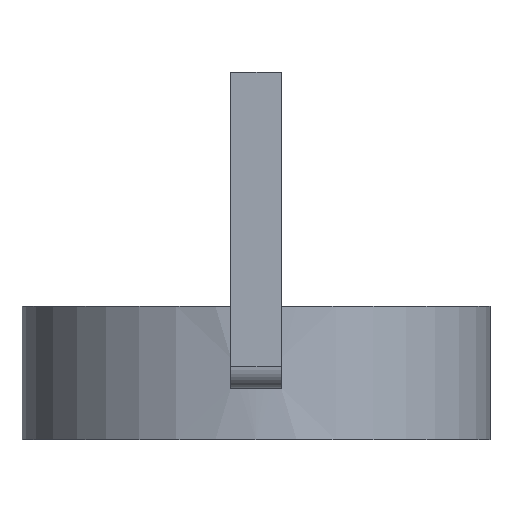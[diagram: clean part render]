
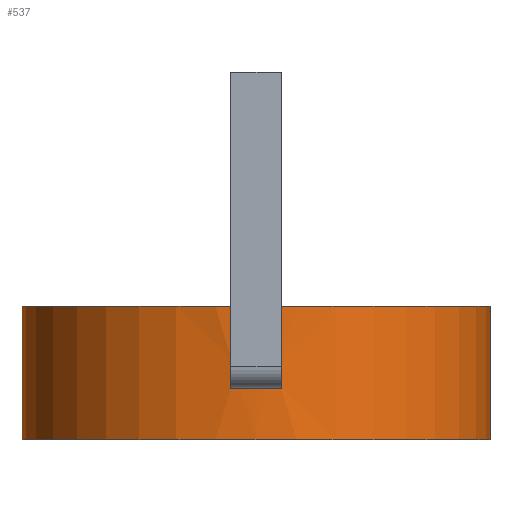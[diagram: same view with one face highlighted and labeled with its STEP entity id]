
A CAD part, left-side view. The second image highlights one B-rep face of the part: STEP entity #537.
In plain terms, the highlighted cylindrical face has radius 7 mm (diameter 14 mm), a full revolution.
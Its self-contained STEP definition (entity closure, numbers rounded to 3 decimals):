
#25=FACE_BOUND('',#74,.T.);
#27=CYLINDRICAL_SURFACE('',#604,7.);
#43=FACE_OUTER_BOUND('',#73,.T.);
#73=EDGE_LOOP('',(#423,#424,#425,#426,#427,#428,#429,#430,#431,#432,#433,
#434));
#74=EDGE_LOOP('',(#435,#436,#437,#438));
#102=LINE('',#822,#159);
#113=LINE('',#856,#170);
#126=LINE('',#886,#183);
#131=LINE('',#899,#188);
#132=LINE('',#900,#189);
#133=LINE('',#902,#190);
#159=VECTOR('',#659,10.);
#170=VECTOR('',#692,10.);
#183=VECTOR('',#717,10.);
#188=VECTOR('',#728,7.);
#189=VECTOR('',#729,7.);
#190=VECTOR('',#730,10.);
#206=CIRCLE('',#581,7.);
#207=CIRCLE('',#582,7.);
#210=CIRCLE('',#588,7.);
#211=CIRCLE('',#589,7.);
#215=CIRCLE('',#595,7.);
#217=CIRCLE('',#600,7.);
#219=CIRCLE('',#605,7.);
#220=CIRCLE('',#606,7.);
#231=VERTEX_POINT('',#801);
#232=VERTEX_POINT('',#802);
#233=VERTEX_POINT('',#804);
#240=VERTEX_POINT('',#821);
#245=VERTEX_POINT('',#833);
#246=VERTEX_POINT('',#835);
#252=VERTEX_POINT('',#853);
#257=VERTEX_POINT('',#869);
#258=VERTEX_POINT('',#870);
#263=VERTEX_POINT('',#885);
#268=VERTEX_POINT('',#897);
#269=VERTEX_POINT('',#901);
#282=EDGE_CURVE('',#231,#232,#206,.T.);
#283=EDGE_CURVE('',#232,#233,#207,.T.);
#291=EDGE_CURVE('',#233,#240,#102,.T.);
#297=EDGE_CURVE('',#240,#245,#210,.T.);
#298=EDGE_CURVE('',#245,#246,#211,.T.);
#308=EDGE_CURVE('',#252,#252,#215,.T.);
#309=EDGE_CURVE('',#246,#231,#113,.T.);
#316=EDGE_CURVE('',#257,#258,#217,.T.);
#324=EDGE_CURVE('',#258,#263,#126,.T.);
#330=EDGE_CURVE('',#268,#268,#219,.T.);
#331=EDGE_CURVE('',#268,#245,#131,.T.);
#332=EDGE_CURVE('',#232,#252,#132,.T.);
#333=EDGE_CURVE('',#269,#257,#133,.T.);
#334=EDGE_CURVE('',#263,#269,#220,.T.);
#423=ORIENTED_EDGE('',*,*,#330,.F.);
#424=ORIENTED_EDGE('',*,*,#331,.T.);
#425=ORIENTED_EDGE('',*,*,#297,.F.);
#426=ORIENTED_EDGE('',*,*,#291,.F.);
#427=ORIENTED_EDGE('',*,*,#283,.F.);
#428=ORIENTED_EDGE('',*,*,#332,.T.);
#429=ORIENTED_EDGE('',*,*,#308,.T.);
#430=ORIENTED_EDGE('',*,*,#332,.F.);
#431=ORIENTED_EDGE('',*,*,#282,.F.);
#432=ORIENTED_EDGE('',*,*,#309,.F.);
#433=ORIENTED_EDGE('',*,*,#298,.F.);
#434=ORIENTED_EDGE('',*,*,#331,.F.);
#435=ORIENTED_EDGE('',*,*,#316,.F.);
#436=ORIENTED_EDGE('',*,*,#333,.F.);
#437=ORIENTED_EDGE('',*,*,#334,.F.);
#438=ORIENTED_EDGE('',*,*,#324,.F.);
#537=ADVANCED_FACE('',(#43,#25),#27,.T.);
#581=AXIS2_PLACEMENT_3D('',#803,#643,#644);
#582=AXIS2_PLACEMENT_3D('',#805,#645,#646);
#588=AXIS2_PLACEMENT_3D('',#834,#668,#669);
#589=AXIS2_PLACEMENT_3D('',#836,#670,#671);
#595=AXIS2_PLACEMENT_3D('',#854,#688,#689);
#600=AXIS2_PLACEMENT_3D('',#871,#704,#705);
#604=AXIS2_PLACEMENT_3D('',#896,#724,#725);
#605=AXIS2_PLACEMENT_3D('',#898,#726,#727);
#606=AXIS2_PLACEMENT_3D('',#903,#731,#732);
#643=DIRECTION('center_axis',(0.,0.,1.));
#644=DIRECTION('ref_axis',(1.,0.,0.));
#645=DIRECTION('center_axis',(0.,0.,1.));
#646=DIRECTION('ref_axis',(1.,0.,0.));
#659=DIRECTION('',(0.,0.,1.));
#668=DIRECTION('center_axis',(0.,0.,-1.));
#669=DIRECTION('ref_axis',(1.,0.,0.));
#670=DIRECTION('center_axis',(0.,0.,-1.));
#671=DIRECTION('ref_axis',(1.,0.,0.));
#688=DIRECTION('center_axis',(0.,0.,1.));
#689=DIRECTION('ref_axis',(1.,0.,0.));
#692=DIRECTION('',(0.,0.,-1.));
#704=DIRECTION('center_axis',(0.,0.,1.));
#705=DIRECTION('ref_axis',(1.,0.,0.));
#717=DIRECTION('',(0.,0.,1.));
#724=DIRECTION('center_axis',(0.,0.,1.));
#725=DIRECTION('ref_axis',(1.,0.,0.));
#726=DIRECTION('center_axis',(0.,0.,1.));
#727=DIRECTION('ref_axis',(1.,0.,0.));
#728=DIRECTION('',(0.,0.,-1.));
#729=DIRECTION('',(0.,0.,-1.));
#730=DIRECTION('',(0.,0.,-1.));
#731=DIRECTION('center_axis',(0.,0.,-1.));
#732=DIRECTION('ref_axis',(1.,0.,0.));
#801=CARTESIAN_POINT('',(0.04,0.75,-0.45));
#802=CARTESIAN_POINT('',(0.,0.,-0.45));
#803=CARTESIAN_POINT('Origin',(7.,0.,-0.45));
#804=CARTESIAN_POINT('',(0.04,-0.75,-0.45));
#805=CARTESIAN_POINT('Origin',(7.,0.,-0.45));
#821=CARTESIAN_POINT('',(0.04,-0.75,0.45));
#822=CARTESIAN_POINT('',(0.04,-0.75,0.));
#833=CARTESIAN_POINT('',(0.,0.,0.45));
#834=CARTESIAN_POINT('Origin',(7.,0.,0.45));
#835=CARTESIAN_POINT('',(0.04,0.75,0.45));
#836=CARTESIAN_POINT('Origin',(7.,0.,0.45));
#853=CARTESIAN_POINT('',(0.,0.,-2.));
#854=CARTESIAN_POINT('Origin',(7.,0.,-2.));
#856=CARTESIAN_POINT('',(0.04,0.75,0.));
#869=CARTESIAN_POINT('',(13.96,-0.75,-0.45));
#870=CARTESIAN_POINT('',(13.96,0.75,-0.45));
#871=CARTESIAN_POINT('Origin',(7.,0.,-0.45));
#885=CARTESIAN_POINT('',(13.96,0.75,0.45));
#886=CARTESIAN_POINT('',(13.96,0.75,0.));
#896=CARTESIAN_POINT('Origin',(7.,0.,0.));
#897=CARTESIAN_POINT('',(0.,0.,2.));
#898=CARTESIAN_POINT('Origin',(7.,0.,2.));
#899=CARTESIAN_POINT('',(0.,0.,0.));
#900=CARTESIAN_POINT('',(0.,0.,0.));
#901=CARTESIAN_POINT('',(13.96,-0.75,0.45));
#902=CARTESIAN_POINT('',(13.96,-0.75,0.));
#903=CARTESIAN_POINT('Origin',(7.,0.,0.45));
